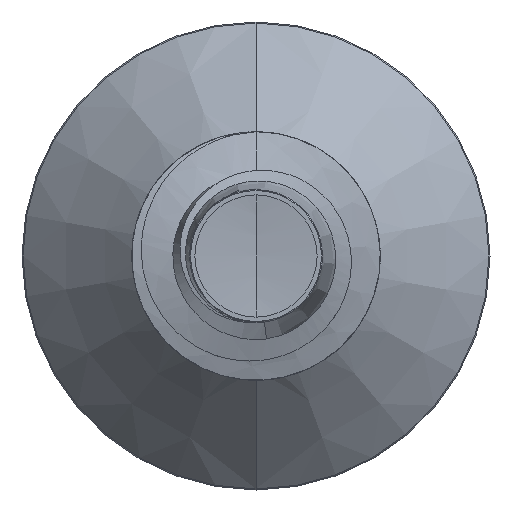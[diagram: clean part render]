
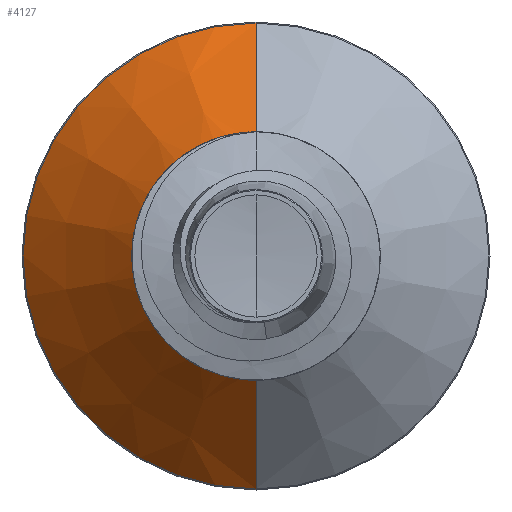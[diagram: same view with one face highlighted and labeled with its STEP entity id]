
A CAD part, front view. The second image highlights one B-rep face of the part: STEP entity #4127.
In plain terms, the highlighted conical face has half-angle 45 degrees and reference radius 2.744 mm.
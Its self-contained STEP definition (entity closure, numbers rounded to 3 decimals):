
#234 = CARTESIAN_POINT ( 'NONE',  ( 0., 13.745, -2.745 ) ) ;
#1440 = EDGE_CURVE ( 'NONE', #3312, #13357, #2674, .T. ) ;
#2553 = EDGE_CURVE ( 'NONE', #12723, #15665, #16228, .T. ) ;
#2574 = ORIENTED_EDGE ( 'NONE', *, *, #3229, .T. ) ;
#2674 = LINE ( 'NONE', #234, #14046 ) ;
#2770 = EDGE_CURVE ( 'NONE', #13357, #15665, #4876, .T. ) ;
#2804 = AXIS2_PLACEMENT_3D ( 'NONE', #11920, #12041, #11917 ) ;
#2922 = CONICAL_SURFACE ( 'NONE', #2804, 2.745, 0.785 ) ;
#3229 = EDGE_CURVE ( 'NONE', #3312, #12723, #17116, .T. ) ;
#3277 = CARTESIAN_POINT ( 'NONE',  ( 0., 16.624, 5.624 ) ) ;
#3312 = VERTEX_POINT ( 'NONE', #3601 ) ;
#3601 = CARTESIAN_POINT ( 'NONE',  ( 0., 13.745, -2.745 ) ) ;
#3692 = AXIS2_PLACEMENT_3D ( 'NONE', #14832, #14850, #18337 ) ;
#4127 = ADVANCED_FACE ( 'NONE', ( #8200 ), #2922, .T. ) ;
#4496 = DIRECTION ( 'NONE',  ( 0., 1., 0. ) ) ;
#4591 = DIRECTION ( 'NONE',  ( 0., 0., 1. ) ) ;
#4695 = DIRECTION ( 'NONE',  ( 0., 0.707, 0.707 ) ) ;
#4876 = CIRCLE ( 'NONE', #3692, 5.624 ) ;
#4991 = CARTESIAN_POINT ( 'NONE',  ( 0., 13.745, 2.745 ) ) ;
#5433 = VECTOR ( 'NONE', #4695, 1000. ) ;
#6286 = DIRECTION ( 'NONE',  ( 0., 0.707, -0.707 ) ) ;
#6406 = CARTESIAN_POINT ( 'NONE',  ( 0., 13.745, 0. ) ) ;
#7228 = CARTESIAN_POINT ( 'NONE',  ( 0., 13.745, 2.745 ) ) ;
#8200 = FACE_OUTER_BOUND ( 'NONE', #15271, .T. ) ;
#11917 = DIRECTION ( 'NONE',  ( 0., 0., 1. ) ) ;
#11920 = CARTESIAN_POINT ( 'NONE',  ( 0., 13.745, 0. ) ) ;
#12041 = DIRECTION ( 'NONE',  ( 0., 1., 0. ) ) ;
#12477 = ORIENTED_EDGE ( 'NONE', *, *, #2553, .T. ) ;
#12723 = VERTEX_POINT ( 'NONE', #7228 ) ;
#13357 = VERTEX_POINT ( 'NONE', #13971 ) ;
#13971 = CARTESIAN_POINT ( 'NONE',  ( 0., 16.624, -5.624 ) ) ;
#14046 = VECTOR ( 'NONE', #6286, 1000. ) ;
#14337 = ORIENTED_EDGE ( 'NONE', *, *, #2770, .F. ) ;
#14722 = ORIENTED_EDGE ( 'NONE', *, *, #1440, .F. ) ;
#14832 = CARTESIAN_POINT ( 'NONE',  ( 0., 16.624, 0. ) ) ;
#14850 = DIRECTION ( 'NONE',  ( 0., 1., 0. ) ) ;
#15271 = EDGE_LOOP ( 'NONE', ( #14722, #2574, #12477, #14337 ) ) ;
#15665 = VERTEX_POINT ( 'NONE', #3277 ) ;
#16228 = LINE ( 'NONE', #4991, #5433 ) ;
#16705 = AXIS2_PLACEMENT_3D ( 'NONE', #6406, #4496, #4591 ) ;
#17116 = CIRCLE ( 'NONE', #16705, 2.745 ) ;
#18337 = DIRECTION ( 'NONE',  ( 0., 0., 1. ) ) ;
